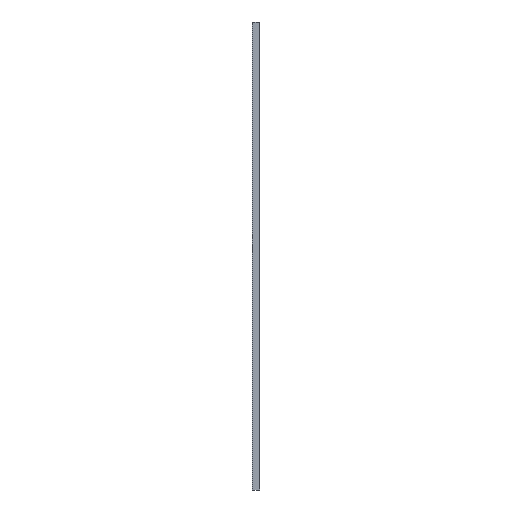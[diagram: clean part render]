
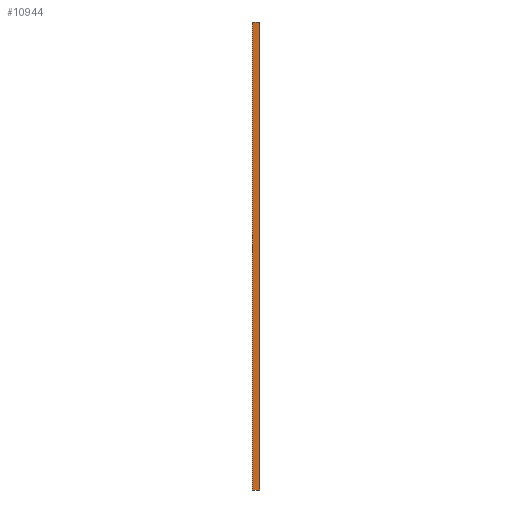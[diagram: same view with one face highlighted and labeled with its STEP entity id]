
A CAD part, left-side view. The second image highlights one B-rep face of the part: STEP entity #10944.
In plain terms, the highlighted planar face has unit normal (-1, 0, 0).
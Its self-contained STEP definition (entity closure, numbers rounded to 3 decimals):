
#1023=FACE_OUTER_BOUND('',#1545,.T.);
#1545=EDGE_LOOP('',(#7036,#7037,#7038,#7039,#7040,#7041,#7042,#7043));
#2318=LINE('',#15628,#3374);
#2324=LINE('',#15640,#3380);
#2325=LINE('',#15642,#3381);
#2326=LINE('',#15644,#3382);
#2327=LINE('',#15646,#3383);
#2328=LINE('',#15648,#3384);
#2329=LINE('',#15650,#3385);
#2330=LINE('',#15651,#3386);
#3374=VECTOR('',#12518,10.);
#3380=VECTOR('',#12526,10.);
#3381=VECTOR('',#12527,10.);
#3382=VECTOR('',#12528,10.);
#3383=VECTOR('',#12529,10.);
#3384=VECTOR('',#12530,10.);
#3385=VECTOR('',#12531,10.);
#3386=VECTOR('',#12532,1.988);
#4430=VERTEX_POINT('',#15626);
#4431=VERTEX_POINT('',#15627);
#4436=VERTEX_POINT('',#15639);
#4437=VERTEX_POINT('',#15641);
#4438=VERTEX_POINT('',#15643);
#4439=VERTEX_POINT('',#15645);
#4440=VERTEX_POINT('',#15647);
#4441=VERTEX_POINT('',#15649);
#5470=EDGE_CURVE('',#4430,#4431,#2318,.T.);
#5476=EDGE_CURVE('',#4431,#4436,#2324,.T.);
#5477=EDGE_CURVE('',#4437,#4436,#2325,.T.);
#5478=EDGE_CURVE('',#4438,#4437,#2326,.T.);
#5479=EDGE_CURVE('',#4439,#4438,#2327,.T.);
#5480=EDGE_CURVE('',#4440,#4439,#2328,.T.);
#5481=EDGE_CURVE('',#4441,#4440,#2329,.T.);
#5482=EDGE_CURVE('',#4430,#4441,#2330,.T.);
#7036=ORIENTED_EDGE('',*,*,#5470,.T.);
#7037=ORIENTED_EDGE('',*,*,#5476,.T.);
#7038=ORIENTED_EDGE('',*,*,#5477,.F.);
#7039=ORIENTED_EDGE('',*,*,#5478,.F.);
#7040=ORIENTED_EDGE('',*,*,#5479,.F.);
#7041=ORIENTED_EDGE('',*,*,#5480,.F.);
#7042=ORIENTED_EDGE('',*,*,#5481,.F.);
#7043=ORIENTED_EDGE('',*,*,#5482,.F.);
#10151=PLANE('',#11489);
#10944=ADVANCED_FACE('',(#1023),#10151,.F.);
#11489=AXIS2_PLACEMENT_3D('',#15638,#12524,#12525);
#12518=DIRECTION('',(0.,1.,0.));
#12524=DIRECTION('center_axis',(1.,0.,0.));
#12525=DIRECTION('ref_axis',(0.,0.,
1.));
#12526=DIRECTION('',(0.,0.,-1.));
#12527=DIRECTION('',(0.,1.,0.));
#12528=DIRECTION('',(0.,1.,0.));
#12529=DIRECTION('',(0.,1.,0.));
#12530=DIRECTION('',(0.,0.,-1.));
#12531=DIRECTION('',(0.,-1.,0.));
#12532=DIRECTION('',(0.,-1.,0.));
#15626=CARTESIAN_POINT('',(-60.,37.,0.));
#15627=CARTESIAN_POINT('',(-60.,38.5,0.));
#15628=CARTESIAN_POINT('',(-60.,11.47,0.));
#15638=CARTESIAN_POINT('Origin',(-60.,19.939,-1260.));
#15639=CARTESIAN_POINT('',(-60.,38.5,-2520.));
#15640=CARTESIAN_POINT('',(-60.,38.5,-1260.));
#15641=CARTESIAN_POINT('',(-60.,37.,-2520.));
#15642=CARTESIAN_POINT('',(-60.,11.47,-2520.));
#15643=CARTESIAN_POINT('',(-60.,3.,-2520.));
#15644=CARTESIAN_POINT('',(-60.,3.,-2520.));
#15645=CARTESIAN_POINT('',(-60.,0.,-2520.));
#15646=CARTESIAN_POINT('',(-60.,11.47,-2520.));
#15647=CARTESIAN_POINT('',(-60.,0.,0.));
#15648=CARTESIAN_POINT('',(-60.,0.,-1260.));
#15649=CARTESIAN_POINT('',(-60.,3.,0.));
#15650=CARTESIAN_POINT('',(-60.,11.47,0.));
#15651=CARTESIAN_POINT('',(-60.,-3.244,0.));
